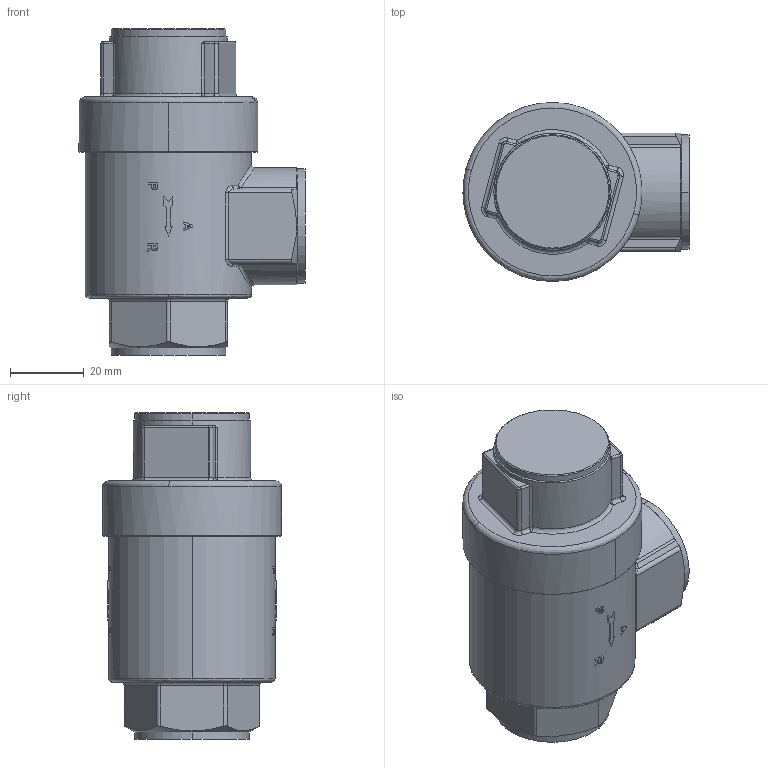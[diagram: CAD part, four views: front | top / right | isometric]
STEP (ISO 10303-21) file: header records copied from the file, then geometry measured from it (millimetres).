
FILE_DESCRIPTION (( 'STEP AP214' ), '1' );
FILE_NAME ('DRF.SNEL06.STEP', '2018-09-03T11:18:16', ( '' ), ( '' ), 'SwSTEP 2.0', 'SolidWorks 2018', '' );
FILE_SCHEMA (( 'AUTOMOTIVE_DESIGN' ));
Length unit declared in the file: millimetre
Products named in the file (1): DRF.SNEL06
Bounding box: 61.25 x 48.5 x 88.5 mm (x, y, z)
Volume: 133015 mm3; surface area: 16730.2 mm2
Topology: 1 solids, 1 shells, 267 faces, 674 edges, 422 vertices
Faces by surface type: bspline 99, plane 86, cylinder 72, cone 10
Entity records: 16778 total; most frequent: CARTESIAN_POINT 11040, ORIENTED_EDGE 1340, DIRECTION 931, EDGE_CURVE 670, VERTEX_POINT 422, AXIS2_PLACEMENT_3D 315, LINE 301, VECTOR 301
